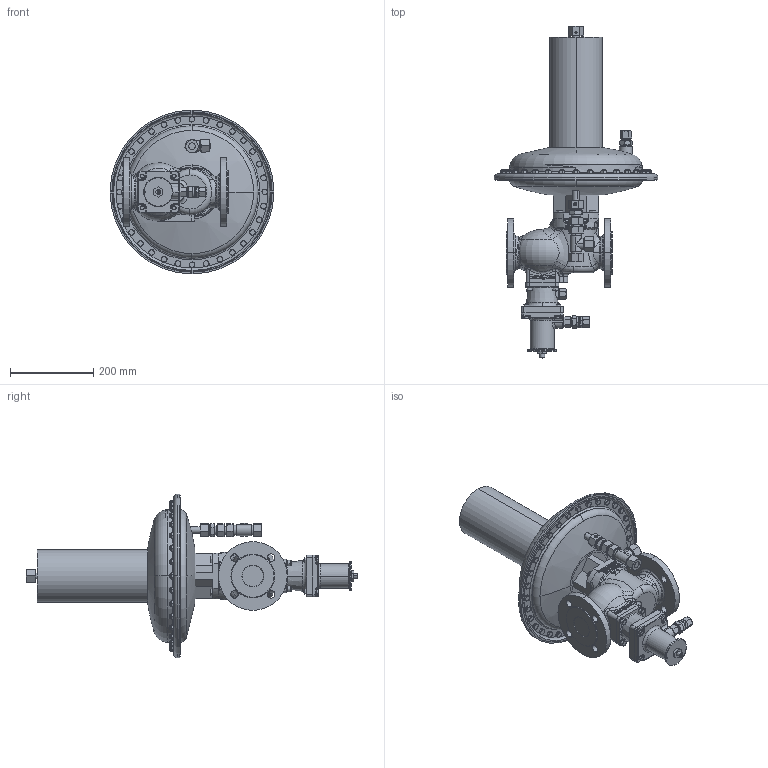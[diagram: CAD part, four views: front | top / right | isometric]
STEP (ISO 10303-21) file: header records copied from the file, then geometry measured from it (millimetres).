
FILE_DESCRIPTION (( 'STEP AP214' ), '1' );
FILE_NAME ('HON380_DN50_DN50_PN16_X_HON673_R_RE2.STEP', '2022-08-22T11:35:41', ( '' ), ( '' ), 'SwSTEP 2.0', 'SolidWorks 2019', '' );
FILE_SCHEMA (( 'AUTOMOTIVE_DESIGN' ));
Length unit declared in the file: millimetre
Products named in the file (1): HON380_DN50_DN50_PN16_X_HON673_R_RE2
Bounding box: 393.2 x 797.5 x 393.2 mm (x, y, z)
Volume: 15716140.1 mm3; surface area: 848602.9 mm2
Topology: 1 solids, 1 shells, 3049 faces, 7275 edges, 4477 vertices
Faces by surface type: plane 1352, cone 607, cylinder 604, bspline 338, torus 126, sphere 22
Entity records: 109340 total; most frequent: CARTESIAN_POINT 41810, ORIENTED_EDGE 14518, DIRECTION 12884, EDGE_CURVE 7259, AXIS2_PLACEMENT_3D 4946, VERTEX_POINT 4477, EDGE_LOOP 3396, FACE_OUTER_BOUND 3049
